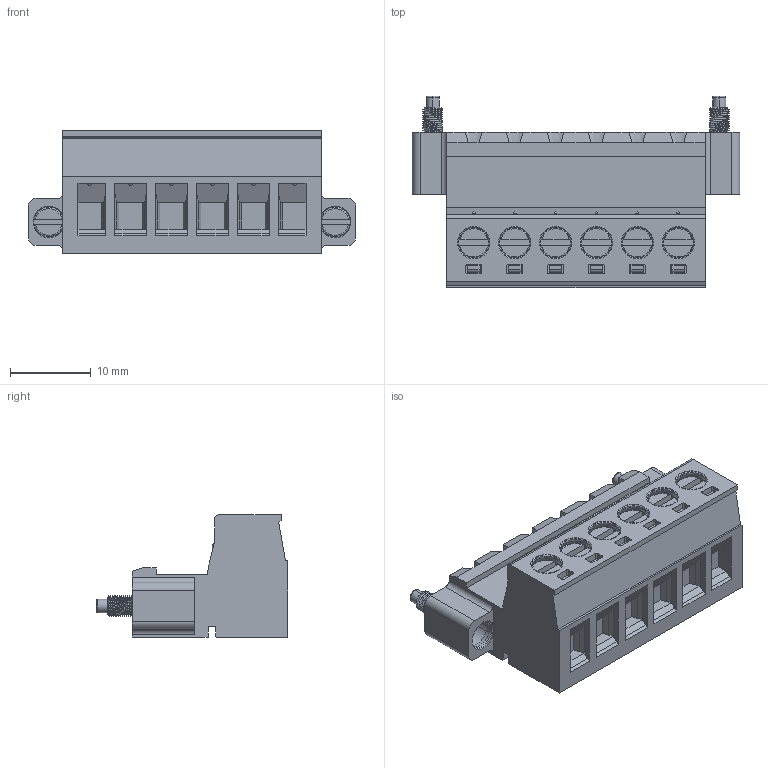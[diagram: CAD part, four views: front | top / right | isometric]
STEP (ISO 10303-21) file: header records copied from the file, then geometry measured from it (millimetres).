
FILE_DESCRIPTION((''),'2;1');
FILE_NAME('WJ2EDGKRM-508-06P-00A','2017-03-16T',('QZY'),(''),'CREO PARAMETRIC BY PTC INC, 2014440','CREO PARAMETRIC BY PTC INC, 2014440','');
FILE_SCHEMA(('CONFIG_CONTROL_DESIGN'));
Length unit declared in the file: millimetre
Products named in the file (1): WJ2EDGKRM-508-06P-00A
Bounding box: 40.66 x 23.74 x 15.2 mm (x, y, z)
Volume: 5332.8 mm3; surface area: 4978.9 mm2
Topology: 1 solids, 1 shells, 737 faces, 1873 edges, 1188 vertices
Faces by surface type: plane 458, cylinder 135, cone 76, torus 36, bspline 26, sphere 6
Entity records: 26824 total; most frequent: CARTESIAN_POINT 9146, ORIENTED_EDGE 3710, DIRECTION 3539, EDGE_CURVE 1855, VECTOR 1245, LINE 1245, VERTEX_POINT 1188, AXIS2_PLACEMENT_3D 1147
